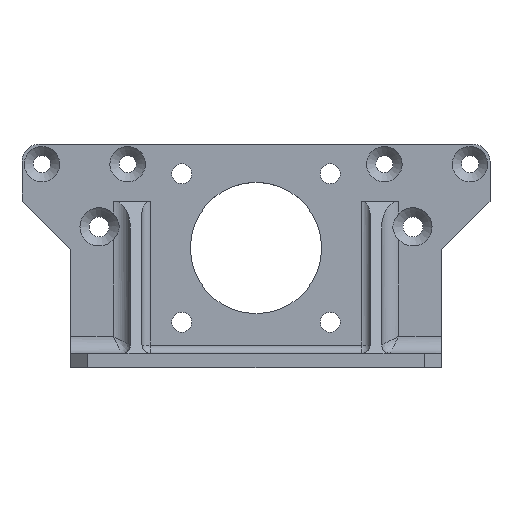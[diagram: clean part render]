
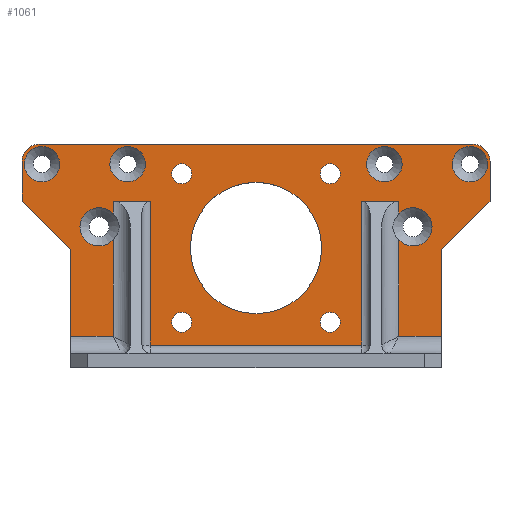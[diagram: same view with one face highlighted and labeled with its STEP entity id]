
A CAD part, top view. The second image highlights one B-rep face of the part: STEP entity #1061.
In plain terms, the highlighted planar face has unit normal (0, 0, 1).
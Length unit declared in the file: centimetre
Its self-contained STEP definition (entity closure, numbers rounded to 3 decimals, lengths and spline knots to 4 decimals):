
#133=PLANE('',#1125);
#154=VECTOR('',#1250,1.);
#157=VECTOR('',#1272,1.);
#158=VECTOR('',#1275,1.);
#159=VECTOR('',#1276,1.);
#160=VECTOR('',#1277,1.);
#161=VECTOR('',#1278,1.);
#162=VECTOR('',#1279,1.);
#163=VECTOR('',#1282,1.);
#164=VECTOR('',#1283,1.);
#165=VECTOR('',#1284,1.);
#166=VECTOR('',#1285,1.);
#167=VECTOR('',#1286,1.);
#168=VECTOR('',#1287,1.);
#169=VECTOR('',#1288,1.);
#170=VECTOR('',#1291,1.);
#171=VECTOR('',#1292,1.);
#172=VECTOR('',#1293,1.);
#173=VECTOR('',#1294,1.);
#221=LINE('',#1538,#154);
#224=LINE('',#1562,#157);
#225=LINE('',#1566,#158);
#226=LINE('',#1568,#159);
#227=LINE('',#1570,#160);
#228=LINE('',#1572,#161);
#229=LINE('',#1574,#162);
#230=LINE('',#1578,#163);
#231=LINE('',#1580,#164);
#232=LINE('',#1582,#165);
#233=LINE('',#1584,#166);
#234=LINE('',#1586,#167);
#235=LINE('',#1588,#168);
#236=LINE('',#1590,#169);
#237=LINE('',#1595,#170);
#238=LINE('',#1597,#171);
#239=LINE('',#1599,#172);
#240=LINE('',#1601,#173);
#286=VERTEX_POINT('',#1530);
#287=VERTEX_POINT('',#1531);
#290=VERTEX_POINT('',#1539);
#292=VERTEX_POINT('',#1545);
#293=VERTEX_POINT('',#1547);
#294=VERTEX_POINT('',#1549);
#295=VERTEX_POINT('',#1551);
#296=VERTEX_POINT('',#1553);
#297=VERTEX_POINT('',#1555);
#298=VERTEX_POINT('',#1557);
#299=VERTEX_POINT('',#1559);
#300=VERTEX_POINT('',#1561);
#301=VERTEX_POINT('',#1563);
#302=VERTEX_POINT('',#1565);
#303=VERTEX_POINT('',#1567);
#304=VERTEX_POINT('',#1569);
#305=VERTEX_POINT('',#1571);
#306=VERTEX_POINT('',#1573);
#307=VERTEX_POINT('',#1575);
#308=VERTEX_POINT('',#1577);
#309=VERTEX_POINT('',#1579);
#310=VERTEX_POINT('',#1581);
#311=VERTEX_POINT('',#1583);
#312=VERTEX_POINT('',#1585);
#313=VERTEX_POINT('',#1587);
#314=VERTEX_POINT('',#1589);
#315=VERTEX_POINT('',#1591);
#316=VERTEX_POINT('',#1593);
#317=VERTEX_POINT('',#1594);
#318=VERTEX_POINT('',#1596);
#319=VERTEX_POINT('',#1598);
#320=VERTEX_POINT('',#1600);
#383=CIRCLE('',#1122,0.3);
#385=CIRCLE('',#1126,0.31);
#386=CIRCLE('',#1127,0.31);
#387=CIRCLE('',#1128,1.15);
#388=CIRCLE('',#1129,0.175);
#389=CIRCLE('',#1130,0.175);
#390=CIRCLE('',#1131,0.175);
#391=CIRCLE('',#1132,0.175);
#392=CIRCLE('',#1133,0.31);
#393=CIRCLE('',#1134,0.31);
#394=CIRCLE('',#1135,0.3);
#395=CIRCLE('',#1136,0.335);
#396=CIRCLE('',#1137,0.335);
#433=EDGE_CURVE('',#286,#287,#383,.T.);
#437=EDGE_CURVE('',#287,#290,#221,.T.);
#440=EDGE_CURVE('',#292,#292,#385,.T.);
#441=EDGE_CURVE('',#293,#293,#386,.T.);
#442=EDGE_CURVE('',#294,#294,#387,.T.);
#443=EDGE_CURVE('',#295,#295,#388,.T.);
#444=EDGE_CURVE('',#296,#296,#389,.T.);
#445=EDGE_CURVE('',#297,#297,#390,.T.);
#446=EDGE_CURVE('',#298,#298,#391,.T.);
#447=EDGE_CURVE('',#299,#299,#392,.T.);
#448=EDGE_CURVE('',#300,#300,#393,.T.);
#449=EDGE_CURVE('',#301,#286,#224,.T.);
#450=EDGE_CURVE('',#302,#301,#394,.T.);
#451=EDGE_CURVE('',#303,#302,#225,.T.);
#452=EDGE_CURVE('',#303,#304,#226,.T.);
#453=EDGE_CURVE('',#304,#305,#227,.T.);
#454=EDGE_CURVE('',#306,#305,#228,.T.);
#455=EDGE_CURVE('',#307,#306,#229,.T.);
#456=EDGE_CURVE('',#308,#307,#395,.T.);
#457=EDGE_CURVE('',#309,#308,#230,.T.);
#458=EDGE_CURVE('',#309,#310,#231,.T.);
#459=EDGE_CURVE('',#311,#310,#232,.T.);
#460=EDGE_CURVE('',#312,#311,#233,.T.);
#461=EDGE_CURVE('',#313,#312,#234,.T.);
#462=EDGE_CURVE('',#313,#314,#235,.T.);
#463=EDGE_CURVE('',#315,#314,#236,.T.);
#464=EDGE_CURVE('',#316,#315,#396,.T.);
#465=EDGE_CURVE('',#317,#316,#396,.T.);
#466=EDGE_CURVE('',#318,#317,#237,.T.);
#467=EDGE_CURVE('',#319,#318,#238,.T.);
#468=EDGE_CURVE('',#319,#320,#239,.T.);
#469=EDGE_CURVE('',#320,#290,#240,.T.);
#577=ORIENTED_EDGE('',*,*,#440,.F.);
#578=ORIENTED_EDGE('',*,*,#441,.F.);
#579=ORIENTED_EDGE('',*,*,#442,.F.);
#580=ORIENTED_EDGE('',*,*,#443,.F.);
#581=ORIENTED_EDGE('',*,*,#444,.F.);
#582=ORIENTED_EDGE('',*,*,#445,.F.);
#583=ORIENTED_EDGE('',*,*,#446,.F.);
#584=ORIENTED_EDGE('',*,*,#447,.F.);
#585=ORIENTED_EDGE('',*,*,#448,.F.);
#586=ORIENTED_EDGE('',*,*,#433,.F.);
#587=ORIENTED_EDGE('',*,*,#449,.F.);
#588=ORIENTED_EDGE('',*,*,#450,.F.);
#589=ORIENTED_EDGE('',*,*,#451,.F.);
#590=ORIENTED_EDGE('',*,*,#452,.T.);
#591=ORIENTED_EDGE('',*,*,#453,.T.);
#592=ORIENTED_EDGE('',*,*,#454,.F.);
#593=ORIENTED_EDGE('',*,*,#455,.F.);
#594=ORIENTED_EDGE('',*,*,#456,.F.);
#595=ORIENTED_EDGE('',*,*,#457,.F.);
#596=ORIENTED_EDGE('',*,*,#458,.T.);
#597=ORIENTED_EDGE('',*,*,#459,.F.);
#598=ORIENTED_EDGE('',*,*,#460,.F.);
#599=ORIENTED_EDGE('',*,*,#461,.F.);
#600=ORIENTED_EDGE('',*,*,#462,.T.);
#601=ORIENTED_EDGE('',*,*,#463,.F.);
#602=ORIENTED_EDGE('',*,*,#464,.F.);
#603=ORIENTED_EDGE('',*,*,#465,.F.);
#604=ORIENTED_EDGE('',*,*,#466,.F.);
#605=ORIENTED_EDGE('',*,*,#467,.F.);
#606=ORIENTED_EDGE('',*,*,#468,.T.);
#607=ORIENTED_EDGE('',*,*,#469,.T.);
#608=ORIENTED_EDGE('',*,*,#437,.F.);
#843=EDGE_LOOP('',(#577));
#844=EDGE_LOOP('',(#578));
#845=EDGE_LOOP('',(#579));
#846=EDGE_LOOP('',(#580));
#847=EDGE_LOOP('',(#581));
#848=EDGE_LOOP('',(#582));
#849=EDGE_LOOP('',(#583));
#850=EDGE_LOOP('',(#584));
#851=EDGE_LOOP('',(#585));
#852=EDGE_LOOP('',(#586,#587,#588,#589,#590,#591,#592,#593,#594,#595,#596,
#597,#598,#599,#600,#601,#602,#603,#604,#605,#606,#607,#608));
#952=FACE_BOUND('',#843,.T.);
#953=FACE_BOUND('',#844,.T.);
#954=FACE_BOUND('',#845,.T.);
#955=FACE_BOUND('',#846,.T.);
#956=FACE_BOUND('',#847,.T.);
#957=FACE_BOUND('',#848,.T.);
#958=FACE_BOUND('',#849,.T.);
#959=FACE_BOUND('',#850,.T.);
#960=FACE_BOUND('',#851,.T.);
#961=FACE_BOUND('',#852,.T.);
#1061=ADVANCED_FACE('',(#952,#953,#954,#955,#956,#957,#958,#959,#960,#961),
#133,.T.);
#1122=AXIS2_PLACEMENT_3D('',#1529,#1243,#1244);
#1125=AXIS2_PLACEMENT_3D('',#1543,#1253,$);
#1126=AXIS2_PLACEMENT_3D('',#1544,#1254,#1255);
#1127=AXIS2_PLACEMENT_3D('',#1546,#1256,#1257);
#1128=AXIS2_PLACEMENT_3D('',#1548,#1258,#1259);
#1129=AXIS2_PLACEMENT_3D('',#1550,#1260,#1261);
#1130=AXIS2_PLACEMENT_3D('',#1552,#1262,#1263);
#1131=AXIS2_PLACEMENT_3D('',#1554,#1264,#1265);
#1132=AXIS2_PLACEMENT_3D('',#1556,#1266,#1267);
#1133=AXIS2_PLACEMENT_3D('',#1558,#1268,#1269);
#1134=AXIS2_PLACEMENT_3D('',#1560,#1270,#1271);
#1135=AXIS2_PLACEMENT_3D('',#1564,#1273,#1274);
#1136=AXIS2_PLACEMENT_3D('',#1576,#1280,#1281);
#1137=AXIS2_PLACEMENT_3D('',#1592,#1289,#1290);
#1243=DIRECTION('',(0.,0.,-1.));
#1244=DIRECTION('',(0.212,0.212,0.));
#1250=DIRECTION('',(0.,-1.,0.));
#1253=DIRECTION('',(0.,0.,1.));
#1254=DIRECTION('',(0.,0.,1.));
#1255=DIRECTION('',(-0.31,0.,0.));
#1256=DIRECTION('',(0.,0.,1.));
#1257=DIRECTION('',(-0.31,0.,0.));
#1258=DIRECTION('',(0.,0.,1.));
#1259=DIRECTION('',(1.15,0.,0.));
#1260=DIRECTION('',(0.,0.,1.));
#1261=DIRECTION('',(0.175,0.,0.));
#1262=DIRECTION('',(0.,0.,1.));
#1263=DIRECTION('',(0.175,0.,0.));
#1264=DIRECTION('',(0.,0.,1.));
#1265=DIRECTION('',(0.175,0.,0.));
#1266=DIRECTION('',(0.,0.,1.));
#1267=DIRECTION('',(0.175,0.,0.));
#1268=DIRECTION('',(0.,0.,1.));
#1269=DIRECTION('',(-0.31,0.,0.));
#1270=DIRECTION('',(0.,0.,1.));
#1271=DIRECTION('',(-0.31,0.,0.));
#1272=DIRECTION('',(1.,0.,0.));
#1273=DIRECTION('',(0.,0.,-1.));
#1274=DIRECTION('',(-0.212,0.212,0.));
#1275=DIRECTION('',(0.,1.,0.));
#1276=DIRECTION('',(0.707,-0.707,0.));
#1277=DIRECTION('',(0.,-1.,0.));
#1278=DIRECTION('',(-1.,0.,0.));
#1279=DIRECTION('',(0.,-1.,0.));
#1280=DIRECTION('',(0.,0.,1.));
#1281=DIRECTION('',(-0.335,0.,0.));
#1282=DIRECTION('',(0.,-1.,0.));
#1283=DIRECTION('',(1.,0.,0.));
#1284=DIRECTION('',(0.,1.,0.));
#1285=DIRECTION('',(-1.,0.,0.));
#1286=DIRECTION('',(0.,-1.,0.));
#1287=DIRECTION('',(1.,0.,0.));
#1288=DIRECTION('',(0.,1.,0.));
#1289=DIRECTION('',(0.,0.,1.));
#1290=DIRECTION('',(-0.335,0.,0.));
#1291=DIRECTION('',(0.,1.,0.));
#1292=DIRECTION('',(-1.,0.,0.));
#1293=DIRECTION('',(0.,1.,0.));
#1294=DIRECTION('',(0.707,0.707,0.));
#1529=CARTESIAN_POINT('',(3.8,3.62,0.3));
#1530=CARTESIAN_POINT('',(3.8,3.92,0.3));
#1531=CARTESIAN_POINT('',(4.1,3.62,0.3));
#1538=CARTESIAN_POINT('',(4.1,0.,0.3));
#1539=CARTESIAN_POINT('',(4.1,2.92,0.3));
#1543=CARTESIAN_POINT('',(0.,1.96,0.3));
#1544=CARTESIAN_POINT('',(3.75,3.57,0.3));
#1545=CARTESIAN_POINT('',(4.06,3.57,0.3));
#1546=CARTESIAN_POINT('',(-2.25,3.57,0.3));
#1547=CARTESIAN_POINT('',(-1.94,3.57,0.3));
#1548=CARTESIAN_POINT('',(0.,2.1,0.3));
#1549=CARTESIAN_POINT('',(1.15,2.1,0.3));
#1550=CARTESIAN_POINT('',(-1.3,3.4,0.3));
#1551=CARTESIAN_POINT('',(-1.125,3.4,0.3));
#1552=CARTESIAN_POINT('',(-1.3,0.8,0.3));
#1553=CARTESIAN_POINT('',(-1.125,0.8,0.3));
#1554=CARTESIAN_POINT('',(1.3,0.8,0.3));
#1555=CARTESIAN_POINT('',(1.475,0.8,0.3));
#1556=CARTESIAN_POINT('',(1.3,3.4,0.3));
#1557=CARTESIAN_POINT('',(1.475,3.4,0.3));
#1558=CARTESIAN_POINT('',(-3.75,3.57,0.3));
#1559=CARTESIAN_POINT('',(-3.44,3.57,0.3));
#1560=CARTESIAN_POINT('',(2.25,3.57,0.3));
#1561=CARTESIAN_POINT('',(2.56,3.57,0.3));
#1562=CARTESIAN_POINT('',(4.1,3.92,0.3));
#1563=CARTESIAN_POINT('',(-3.8,3.92,0.3));
#1564=CARTESIAN_POINT('',(-3.8,3.62,0.3));
#1565=CARTESIAN_POINT('',(-4.1,3.62,0.3));
#1566=CARTESIAN_POINT('',(-4.1,3.92,0.3));
#1567=CARTESIAN_POINT('',(-4.1,2.92,0.3));
#1568=CARTESIAN_POINT('',(-2.6225,1.4425,0.3));
#1569=CARTESIAN_POINT('',(-3.25,2.07,0.3));
#1570=CARTESIAN_POINT('',(-3.25,1.4975,0.3));
#1571=CARTESIAN_POINT('',(-3.25,0.55,0.3));
#1572=CARTESIAN_POINT('',(0.,0.55,0.3));
#1573=CARTESIAN_POINT('',(-2.5,0.55,0.3));
#1574=CARTESIAN_POINT('',(-2.5,1.6219,0.3));
#1575=CARTESIAN_POINT('',(-2.5,2.247,0.3));
#1576=CARTESIAN_POINT('',(-2.75,2.47,0.3));
#1577=CARTESIAN_POINT('',(-2.5,2.693,0.3));
#1578=CARTESIAN_POINT('',(-2.5,1.6219,0.3));
#1579=CARTESIAN_POINT('',(-2.5,2.92,0.3));
#1580=CARTESIAN_POINT('',(-1.,2.92,0.3));
#1581=CARTESIAN_POINT('',(-1.85,2.92,0.3));
#1582=CARTESIAN_POINT('',(-1.85,1.6219,0.3));
#1583=CARTESIAN_POINT('',(-1.85,0.4,0.3));
#1584=CARTESIAN_POINT('',(0.,0.4,0.3));
#1585=CARTESIAN_POINT('',(1.85,0.4,0.3));
#1586=CARTESIAN_POINT('',(1.85,1.6219,0.3));
#1587=CARTESIAN_POINT('',(1.85,2.92,0.3));
#1588=CARTESIAN_POINT('',(1.,2.92,0.3));
#1589=CARTESIAN_POINT('',(2.5,2.92,0.3));
#1590=CARTESIAN_POINT('',(2.5,1.6219,0.3));
#1591=CARTESIAN_POINT('',(2.5,2.693,0.3));
#1592=CARTESIAN_POINT('',(2.75,2.47,0.3));
#1593=CARTESIAN_POINT('',(3.085,2.47,0.3));
#1594=CARTESIAN_POINT('',(2.5,2.247,0.3));
#1595=CARTESIAN_POINT('',(2.5,1.6219,0.3));
#1596=CARTESIAN_POINT('',(2.5,0.55,0.3));
#1597=CARTESIAN_POINT('',(0.,0.55,0.3));
#1598=CARTESIAN_POINT('',(3.25,0.55,0.3));
#1599=CARTESIAN_POINT('',(3.25,1.4975,0.3));
#1600=CARTESIAN_POINT('',(3.25,2.07,0.3));
#1601=CARTESIAN_POINT('',(2.6225,1.4425,0.3));
